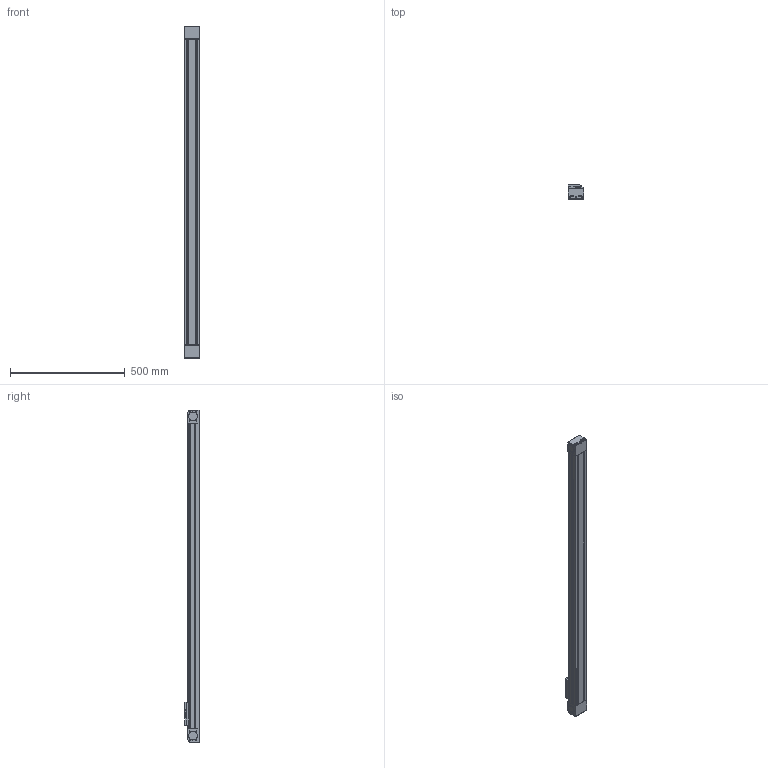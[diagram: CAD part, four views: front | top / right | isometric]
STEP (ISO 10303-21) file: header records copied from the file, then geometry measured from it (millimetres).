
FILE_DESCRIPTION(/* description */ ('STEP AP214'),/* implementation_level */ '2;1');
FILE_NAME(/* name */ '3012498_EGC-70-1200-TB-KF-0H-GK',/* time_stamp */ '2024-08-27T12:48:23+02:00',/* author */ ('License CC BY-ND 4.0'),/* organization */ ('CADENAS'),/* preprocessor_version */ 'ST-DEVELOPER v19.3',/* originating_system */ 'PARTsolutions',/* authorisation */ ' ');
FILE_SCHEMA (('AUTOMOTIVE_DESIGN {1 0 10303 214 3 1 1}'));
Length unit declared in the file: millimetre
Products named in the file (7): 3012498 EGC-70-1200-TB-KF-0H-GK---(0); EGC-70-TB133165.5GK0--0---0_0_R0L22000; EGC-70-TB-KF___(0_0_0_Deckel LI); EGC-70-TB-KF_(AK); EGC-70-TB-KF__(CUP); EGC-70-TB-KF___(0_0_Deckel RE); EGC-70-GK-GPTB1----(0)
Assembly tree (9 placements, depth 2):
  3012498 EGC-70-1200-TB-KF-0H-GK---(0)
    EGC-70-TB133165.5GK0--0---0_0_R0L22000
    EGC-70-TB-KF___(0_0_0_Deckel LI)
    EGC-70-TB-KF_(AK)  x2
    EGC-70-TB-KF__(CUP)  x3
    EGC-70-TB-KF___(0_0_Deckel RE)
    EGC-70-GK-GPTB1----(0)
Bounding box: 69 x 64 x 1446 mm (x, y, z)
Volume: 4007605.4 mm3; surface area: 557196.6 mm2
Topology: 9 solids, 9 shells, 528 faces, 1321 edges, 863 vertices
Faces by surface type: plane 274, cylinder 186, cone 66, torus 2
Full cylindrical faces by diameter (mm): 3.242 x2, 4.134 x28, 4.5 x2, 5 x8, 7 x6, 8 x6, 10 x4, 11 x2, 20 x4, 28 x2, 28.58 x2, 32 x2, 38 x7
Entity records: 15954 total; most frequent: CARTESIAN_POINT 2591, DIRECTION 2446, ORIENTED_EDGE 2156, EDGE_CURVE 1078, AXIS2_PLACEMENT_3D 905, VERTEX_POINT 804, FACE_BOUND 720, EDGE_LOOP 696
